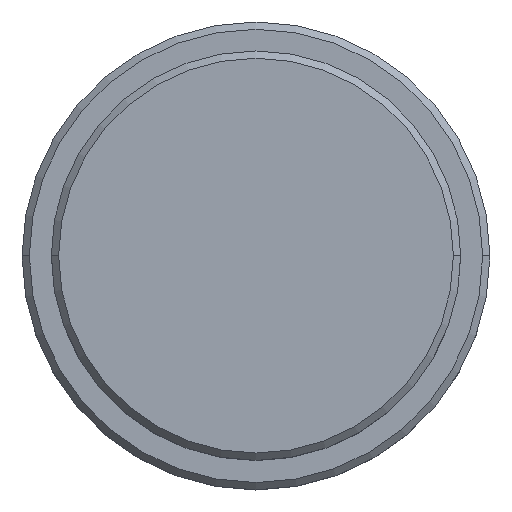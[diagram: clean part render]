
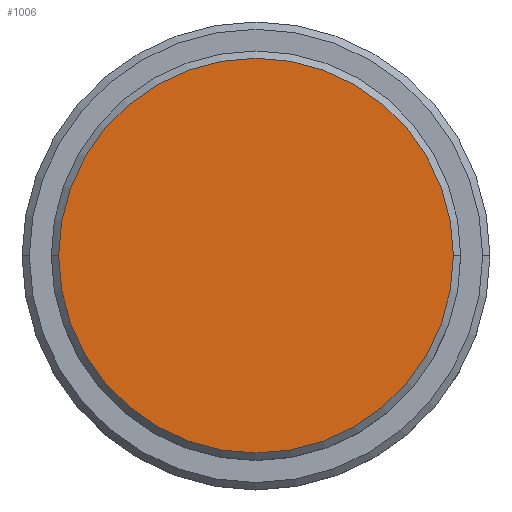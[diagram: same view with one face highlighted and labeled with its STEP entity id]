
A CAD part, top view. The second image highlights one B-rep face of the part: STEP entity #1006.
In plain terms, the highlighted planar face has unit normal (0, 0, 1).
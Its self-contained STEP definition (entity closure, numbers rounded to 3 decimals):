
#81 = DIRECTION ( 'NONE',  ( 0., 0., 1. ) ) ;
#117 = CIRCLE ( 'NONE', #344, 13.5 ) ;
#154 = CIRCLE ( 'NONE', #1252, 13.5 ) ;
#170 = ORIENTED_EDGE ( 'NONE', *, *, #211, .T. ) ;
#173 = CARTESIAN_POINT ( 'NONE',  ( 0., 0., 0. ) ) ;
#188 = VERTEX_POINT ( 'NONE', #721 ) ;
#211 = EDGE_CURVE ( 'NONE', #188, #356, #154, .T. ) ;
#279 = DIRECTION ( 'NONE',  ( 1., 0., 0. ) ) ;
#284 = DIRECTION ( 'NONE',  ( 1., 0., 0. ) ) ;
#344 = AXIS2_PLACEMENT_3D ( 'NONE', #600, #525, #284 ) ;
#356 = VERTEX_POINT ( 'NONE', #1113 ) ;
#525 = DIRECTION ( 'NONE',  ( 0., 0., 1. ) ) ;
#600 = CARTESIAN_POINT ( 'NONE',  ( 0., 0., 0. ) ) ;
#721 = CARTESIAN_POINT ( 'NONE',  ( 13.5, 0., 0. ) ) ;
#725 = DIRECTION ( 'NONE',  ( 0., 0., 1. ) ) ;
#936 = PLANE ( 'NONE',  #1166 ) ;
#940 = DIRECTION ( 'NONE',  ( 1., 0., 0. ) ) ;
#943 = CARTESIAN_POINT ( 'NONE',  ( 0., 0., 0. ) ) ;
#1006 = ADVANCED_FACE ( 'NONE', ( #1015 ), #936, .T. ) ;
#1015 = FACE_OUTER_BOUND ( 'NONE', #1290, .T. ) ;
#1055 = EDGE_CURVE ( 'NONE', #356, #188, #117, .T. ) ;
#1075 = ORIENTED_EDGE ( 'NONE', *, *, #1055, .T. ) ;
#1113 = CARTESIAN_POINT ( 'NONE',  ( -13.5, 0., 0. ) ) ;
#1166 = AXIS2_PLACEMENT_3D ( 'NONE', #943, #725, #279 ) ;
#1252 = AXIS2_PLACEMENT_3D ( 'NONE', #173, #81, #940 ) ;
#1290 = EDGE_LOOP ( 'NONE', ( #1075, #170 ) ) ;
